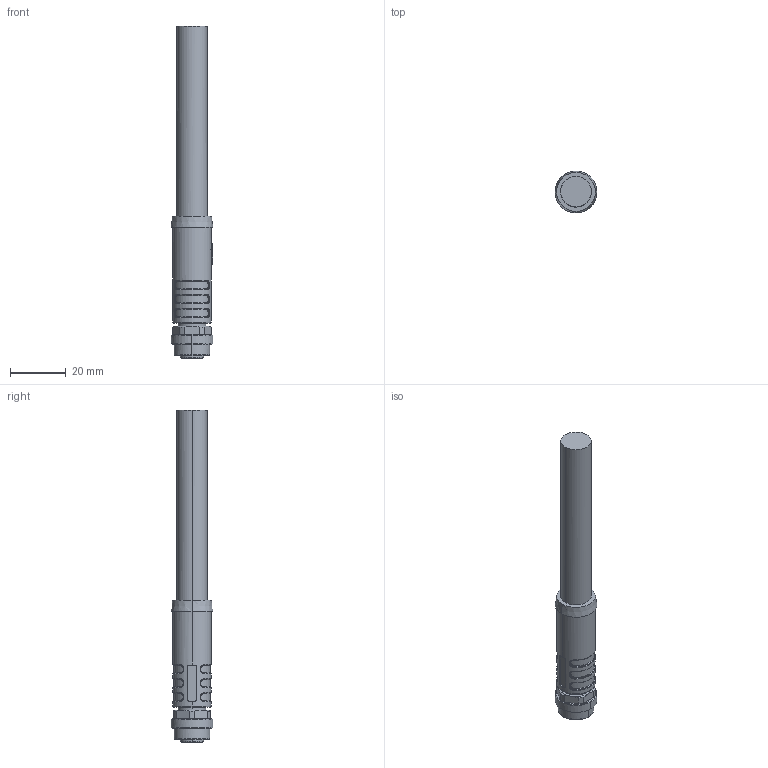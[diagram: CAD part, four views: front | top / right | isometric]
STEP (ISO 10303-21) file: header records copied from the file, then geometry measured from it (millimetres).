
FILE_DESCRIPTION(('CATIA V5 STEP Exchange','CAx-IF Rec.Pracs.--- Model Styling and Organization---1.4--- 2014-01-23'),'2;1');
FILE_NAME ('1175685-1_0_2050160200_2050160200.stp','2021-03-25T12:01:38+00:00',('none'),('Weidmueller'),'CATIA Version 5-6 Release 2016 SP3 HF44','CATIA V5 STEP AP214','none');
FILE_SCHEMA(('AUTOMOTIVE_DESIGN { 1 0 10303 214 1 1 1 1 }'));
Length unit declared in the file: millimetre
Products named in the file (1): 2050160200
Bounding box: 15 x 15 x 119.27 mm (x, y, z)
Volume: 13602.3 mm3; surface area: 6089.5 mm2
Topology: 2 solids, 2 shells, 247 faces, 751 edges, 524 vertices
Faces by surface type: cylinder 79, plane 64, torus 42, cone 29, bspline 29, sphere 2, extrusion 2
Entity records: 9625 total; most frequent: CARTESIAN_POINT 3712, ORIENTED_EDGE 1498, DIRECTION 849, EDGE_CURVE 749, VERTEX_POINT 524, AXIS2_PLACEMENT_3D 436, EDGE_LOOP 267, ADVANCED_FACE 247
